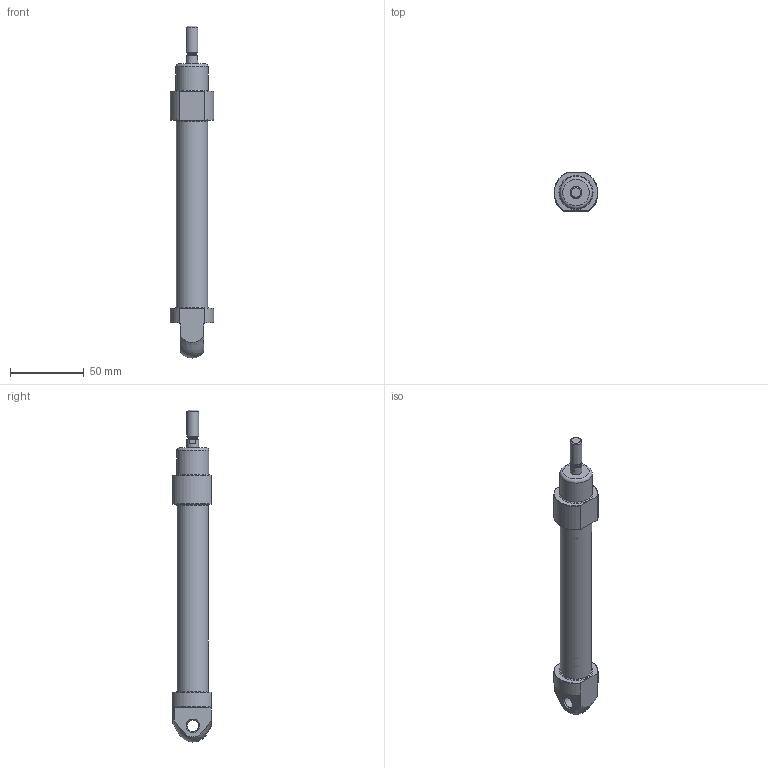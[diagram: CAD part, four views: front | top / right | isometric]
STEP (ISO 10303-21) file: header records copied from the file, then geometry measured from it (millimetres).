
FILE_DESCRIPTION(/* description */ ('STEP AP214'),/* implementation_level */ '2;1');
FILE_NAME(/* name */ '8073975_CRDSNU-B-20-100-PPS-A-MG-A1',/* time_stamp */ '2024-08-08T15:42:41+02:00',/* author */ ('License CC BY-ND 4.0'),/* organization */ ('CADENAS'),/* preprocessor_version */ 'ST-DEVELOPER v19.3',/* originating_system */ 'PARTsolutions',/* authorisation */ ' ');
FILE_SCHEMA (('AUTOMOTIVE_DESIGN {1 0 10303 214 3 1 1}'));
Length unit declared in the file: millimetre
Products named in the file (3): 8073975 CRDSNU-B-20-100-PPS-A-MG-A1---(0); CRDSNU-B-20-PPS-MG-A1---(100)ZR; CRDSNU-B 20---(100)K
Assembly tree (2 placements, depth 2):
  8073975 CRDSNU-B-20-100-PPS-A-MG-A1---(0)
    CRDSNU-B-20-PPS-MG-A1---(100)ZR
    CRDSNU-B 20---(100)K
Bounding box: 29.92 x 25.9 x 225.8 mm (x, y, z)
Volume: 52654.5 mm3; surface area: 30481.4 mm2
Topology: 2 solids, 2 shells, 70 faces, 164 edges, 104 vertices
Faces by surface type: plane 27, cylinder 17, cone 13, torus 12, sphere 1
Full cylindrical faces by diameter (mm): 6.4 x1, 8 x4, 8.566 x2, 20 x2, 21.27 x1, 22 x1
Entity records: 1978 total; most frequent: CARTESIAN_POINT 447, DIRECTION 312, ORIENTED_EDGE 260, AXIS2_PLACEMENT_3D 139, EDGE_CURVE 130, FACE_BOUND 107, EDGE_LOOP 106, VERTEX_POINT 97
